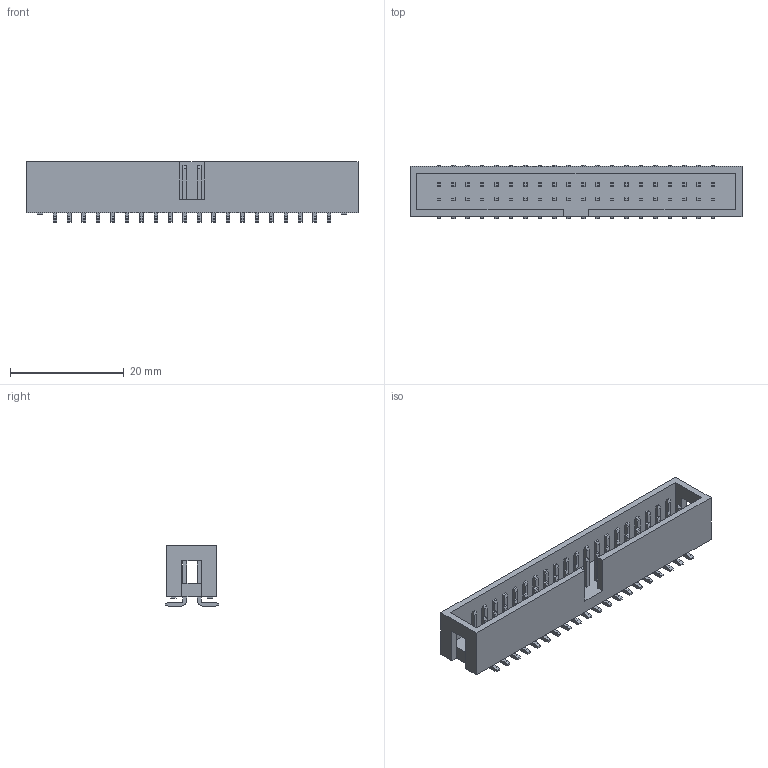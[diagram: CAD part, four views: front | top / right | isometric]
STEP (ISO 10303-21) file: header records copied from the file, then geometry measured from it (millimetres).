
FILE_DESCRIPTION(('STEP AP242'),'1');
FILE_NAME('header_awhw40g-smd.stp','2018-10-22T12:41:53',('TraceParts'),('TraceParts S.A.'),'Spatial InterOp 3D',' ',' ');
FILE_SCHEMA(('AP242_MANAGED_MODEL_BASED_3D_ENGINEERING_MIM_LF {1 0 10303 442 1 1 4}'));
Length unit declared in the file: millimetre
Products named in the file (1): header_awhw40g-smd
Bounding box: 58.42 x 9.5 x 10.64 mm (x, y, z)
Volume: 2303.1 mm3; surface area: 4038.3 mm2
Topology: 1 solids, 1 shells, 762 faces, 2036 edges, 1356 vertices
Faces by surface type: plane 682, cylinder 80
Entity records: 29508 total; most frequent: CARTESIAN_POINT 4155, ORIENTED_EDGE 4072, DIRECTION 3722, EDGE_CURVE 2036, LINE 1876, VECTOR 1876, VERTEX_POINT 1356, AXIS2_PLACEMENT_3D 923
